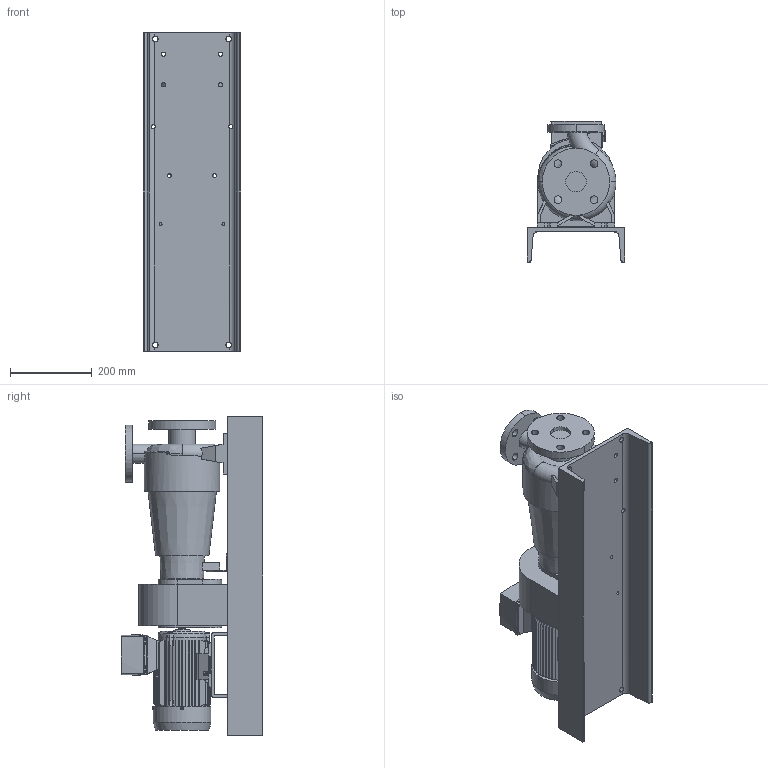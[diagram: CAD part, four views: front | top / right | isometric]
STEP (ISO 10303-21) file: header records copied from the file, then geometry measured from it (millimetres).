
FILE_DESCRIPTION (( 'STEP AP203' ), '1' );
FILE_NAME ('10018071swa00.step', '2023-07-07T12:23:12', ( '' ), ( '' ), 'SwSTEP 2.0', 'SolidWorks 2020', '' );
FILE_SCHEMA (( 'CONFIG_CONTROL_DESIGN' ));
Length unit declared in the file: millimetre
Products named in the file (5): 10017783swp00_32-125; 10018072swp00_71M; 10018071swa00; 10012573swp00_50; 10018097swp00_MCG 05 N 32-125 71
Assembly tree (4 placements, depth 2):
  10018071swa00
    10017783swp00_32-125
    10018097swp00_MCG 05 N 32-125 71
    10018072swp00_71M
    10012573swp00_50
Bounding box: 240 x 346 x 780 mm (x, y, z)
Volume: 18992890.1 mm3; surface area: 1560483.1 mm2
Topology: 5 solids, 5 shells, 980 faces, 2692 edges, 1777 vertices
Faces by surface type: plane 596, cylinder 256, bspline 90, cone 30, torus 8
Entity records: 36804 total; most frequent: CARTESIAN_POINT 12318, ORIENTED_EDGE 5380, DIRECTION 4464, EDGE_CURVE 2690, VERTEX_POINT 1777, VECTOR 1498, LINE 1498, AXIS2_PLACEMENT_3D 1483
